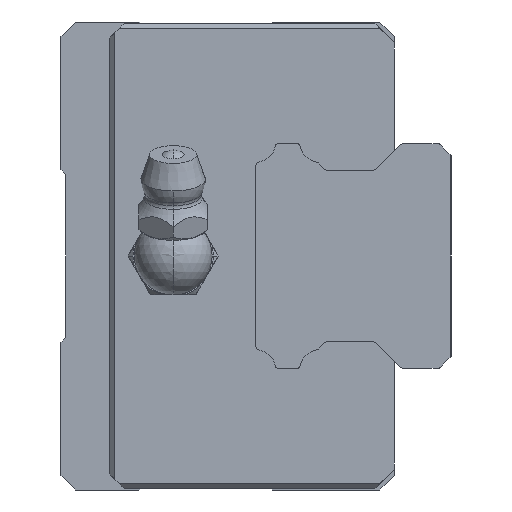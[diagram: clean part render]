
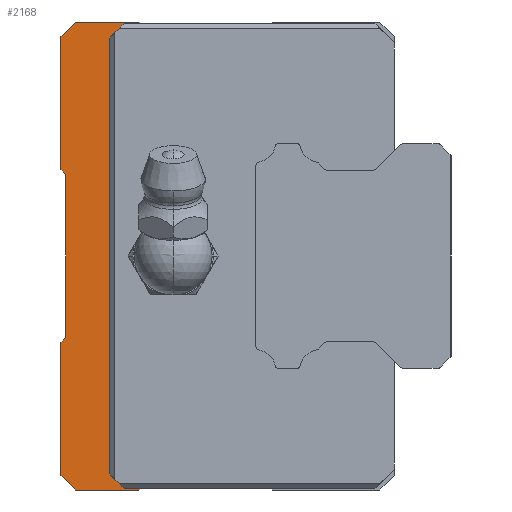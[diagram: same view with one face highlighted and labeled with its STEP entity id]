
A CAD part, left-side view. The second image highlights one B-rep face of the part: STEP entity #2168.
In plain terms, the highlighted planar face has unit normal (-1, 0, 0).
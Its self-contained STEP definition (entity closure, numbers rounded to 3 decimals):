
#1364 = EDGE_CURVE( '', #2152, #1746, #3846, .T. );
#1382 = VERTEX_POINT( '', #3866 );
#1524 = VERTEX_POINT( '', #4024 );
#1600 = EDGE_CURVE( '', #2874, #2152, #4110, .T. );
#1732 = EDGE_CURVE( '', #1524, #2844, #4258, .T. );
#1746 = VERTEX_POINT( '', #4275 );
#1934 = VERTEX_POINT( '', #4485 );
#1952 = VERTEX_POINT( '', #4504 );
#2078 = EDGE_CURVE( '', #1952, #2874, #4641, .T. );
#2152 = VERTEX_POINT( '', #4726 );
#2168 = ADVANCED_FACE( '', ( #4744 ), #4745, .F. );
#2264 = EDGE_CURVE( '', #1382, #2808, #4856, .T. );
#2456 = EDGE_CURVE( '', #2664, #2800, #5065, .T. );
#2572 = EDGE_CURVE( '', #3296, #1934, #5190, .T. );
#2582 = EDGE_CURVE( '', #2836, #1382, #5201, .T. );
#2610 = VERTEX_POINT( '', #5230 );
#2664 = VERTEX_POINT( '', #5289 );
#2750 = EDGE_CURVE( '', #2844, #1952, #5379, .T. );
#2800 = VERTEX_POINT( '', #5432 );
#2808 = VERTEX_POINT( '', #5441 );
#2836 = VERTEX_POINT( '', #5473 );
#2844 = VERTEX_POINT( '', #5481 );
#2850 = EDGE_CURVE( '', #2808, #2974, #5487, .T. );
#2874 = VERTEX_POINT( '', #5516 );
#2934 = EDGE_CURVE( '', #1934, #2836, #5589, .T. );
#2974 = VERTEX_POINT( '', #5630 );
#3002 = EDGE_CURVE( '', #2974, #3474, #5659, .T. );
#3040 = EDGE_CURVE( '', #2610, #2664, #5702, .T. );
#3296 = VERTEX_POINT( '', #5983 );
#3382 = EDGE_CURVE( '', #3474, #2610, #6078, .T. );
#3474 = VERTEX_POINT( '', #6178 );
#3494 = EDGE_CURVE( '', #2800, #1746, #6199, .T. );
#3524 = EDGE_CURVE( '', #1524, #3296, #6231, .T. );
#3846 = LINE( '', #6611, #6612 );
#3866 = CARTESIAN_POINT( '', ( 46., 40., -8.85 ) );
#4024 = CARTESIAN_POINT( '', ( 46., 31.85, -23.85 ) );
#4110 = LINE( '', #6976, #6977 );
#4258 = LINE( '', #7190, #7191 );
#4275 = CARTESIAN_POINT( '', ( 46., 31.85, 23.85 ) );
#4485 = CARTESIAN_POINT( '', ( 46., 38.5, -24. ) );
#4504 = CARTESIAN_POINT( '', ( 46., 35., -22.35 ) );
#4641 = LINE( '', #7742, #7743 );
#4726 = CARTESIAN_POINT( '', ( 46., 33.5, 23.85 ) );
#4744 = FACE_OUTER_BOUND( '', #7885, .T. );
#4745 = PLANE( '', #7886 );
#4856 = LINE( '', #8036, #8037 );
#5065 = LINE( '', #8353, #8354 );
#5190 = LINE( '', #8562, #8563 );
#5201 = LINE( '', #8575, #8576 );
#5230 = CARTESIAN_POINT( '', ( 46., 40., 22.5 ) );
#5289 = CARTESIAN_POINT( '', ( 46., 38.5, 24. ) );
#5379 = LINE( '', #8874, #8875 );
#5432 = CARTESIAN_POINT( '', ( 46., 32., 24. ) );
#5441 = CARTESIAN_POINT( '', ( 46., 39.5, -8.35 ) );
#5473 = CARTESIAN_POINT( '', ( 46., 40., -22.5 ) );
#5481 = CARTESIAN_POINT( '', ( 46., 33.5, -23.85 ) );
#5487 = LINE( '', #9013, #9014 );
#5516 = CARTESIAN_POINT( '', ( 46., 35., 22.35 ) );
#5589 = LINE( '', #9151, #9152 );
#5630 = CARTESIAN_POINT( '', ( 46., 39.5, 8.35 ) );
#5659 = LINE( '', #9261, #9262 );
#5702 = LINE( '', #9318, #9319 );
#5983 = CARTESIAN_POINT( '', ( 46., 32., -24. ) );
#6078 = LINE( '', #9869, #9870 );
#6178 = CARTESIAN_POINT( '', ( 46., 40., 8.85 ) );
#6199 = LINE( '', #10031, #10032 );
#6231 = LINE( '', #10092, #10093 );
#6611 = CARTESIAN_POINT( '', ( 46., 6.8, 23.85 ) );
#6612 = VECTOR( '', #10544, 1. );
#6976 = CARTESIAN_POINT( '', ( 46., 32.538, 24.813 ) );
#6977 = VECTOR( '', #10867, 1. );
#7190 = CARTESIAN_POINT( '', ( 46., 19.65, -23.85 ) );
#7191 = VECTOR( '', #11057, 1. );
#7742 = CARTESIAN_POINT( '', ( 46., 35., 11.175 ) );
#7743 = VECTOR( '', #11473, 1. );
#7885 = EDGE_LOOP( '', ( #11603, #11604, #11605, #11606, #11607, #11608, #11609, #11610, #11611, #11612, #11613, #11614, #11615, #11616, #11617, #11618 ) );
#7886 = AXIS2_PLACEMENT_3D( '', #11619, #11620, #11621 );
#8036 = CARTESIAN_POINT( '', ( 46., 40., -8.85 ) );
#8037 = VECTOR( '', #11776, 1. );
#8353 = CARTESIAN_POINT( '', ( 46., 38.5, 24. ) );
#8354 = VECTOR( '', #11997, 1. );
#8562 = CARTESIAN_POINT( '', ( 46., 32., -24. ) );
#8563 = VECTOR( '', #12121, 1. );
#8575 = CARTESIAN_POINT( '', ( 46., 40., -22.5 ) );
#8576 = VECTOR( '', #12132, 1. );
#8874 = CARTESIAN_POINT( '', ( 46., 33.288, -24.063 ) );
#8875 = VECTOR( '', #12297, 1. );
#9013 = CARTESIAN_POINT( '', ( 46., 39.5, -8.35 ) );
#9014 = VECTOR( '', #12391, 1. );
#9151 = CARTESIAN_POINT( '', ( 46., 38.5, -24. ) );
#9152 = VECTOR( '', #12552, 1. );
#9261 = CARTESIAN_POINT( '', ( 46., 39.5, 8.35 ) );
#9262 = VECTOR( '', #12600, 1. );
#9318 = CARTESIAN_POINT( '', ( 46., 40., 22.5 ) );
#9319 = VECTOR( '', #12658, 1. );
#9869 = CARTESIAN_POINT( '', ( 46., 40., 8.85 ) );
#9870 = VECTOR( '', #13145, 1. );
#10031 = CARTESIAN_POINT( '', ( 46., 32., 24. ) );
#10032 = VECTOR( '', #13265, 1. );
#10092 = CARTESIAN_POINT( '', ( 46., 31.75, -23.75 ) );
#10093 = VECTOR( '', #13290, 1. );
#10544 = DIRECTION( '', ( 0., -1., 0. ) );
#10867 = DIRECTION( '', ( 0., -0.707, 0.707 ) );
#11057 = DIRECTION( '', ( 0., 1., 0. ) );
#11473 = DIRECTION( '', ( 0., 0., 1. ) );
#11603 = ORIENTED_EDGE( '', *, *, #1364, .T. );
#11604 = ORIENTED_EDGE( '', *, *, #3494, .F. );
#11605 = ORIENTED_EDGE( '', *, *, #2456, .F. );
#11606 = ORIENTED_EDGE( '', *, *, #3040, .F. );
#11607 = ORIENTED_EDGE( '', *, *, #3382, .F. );
#11608 = ORIENTED_EDGE( '', *, *, #3002, .F. );
#11609 = ORIENTED_EDGE( '', *, *, #2850, .F. );
#11610 = ORIENTED_EDGE( '', *, *, #2264, .F. );
#11611 = ORIENTED_EDGE( '', *, *, #2582, .F. );
#11612 = ORIENTED_EDGE( '', *, *, #2934, .F. );
#11613 = ORIENTED_EDGE( '', *, *, #2572, .F. );
#11614 = ORIENTED_EDGE( '', *, *, #3524, .F. );
#11615 = ORIENTED_EDGE( '', *, *, #1732, .T. );
#11616 = ORIENTED_EDGE( '', *, *, #2750, .T. );
#11617 = ORIENTED_EDGE( '', *, *, #2078, .T. );
#11618 = ORIENTED_EDGE( '', *, *, #1600, .T. );
#11619 = CARTESIAN_POINT( '', ( 46., 5.8, 0. ) );
#11620 = DIRECTION( '', ( 1., 0., 0. ) );
#11621 = DIRECTION( '', ( 0., 0., -1. ) );
#11776 = DIRECTION( '', ( 0., -0.707, 0.707 ) );
#11997 = DIRECTION( '', ( 0., -1., 0. ) );
#12121 = DIRECTION( '', ( 0., 1., 0. ) );
#12132 = DIRECTION( '', ( 0., 0., 1. ) );
#12297 = DIRECTION( '', ( 0., 0.707, 0.707 ) );
#12391 = DIRECTION( '', ( 0., 0., 1. ) );
#12552 = DIRECTION( '', ( 0., 0.707, 0.707 ) );
#12600 = DIRECTION( '', ( 0., 0.707, 0.707 ) );
#12658 = DIRECTION( '', ( 0., -0.707, 0.707 ) );
#13145 = DIRECTION( '', ( 0., 0., 1. ) );
#13265 = DIRECTION( '', ( 0., -0.707, -0.707 ) );
#13290 = DIRECTION( '', ( 0., 0.707, -0.707 ) );
